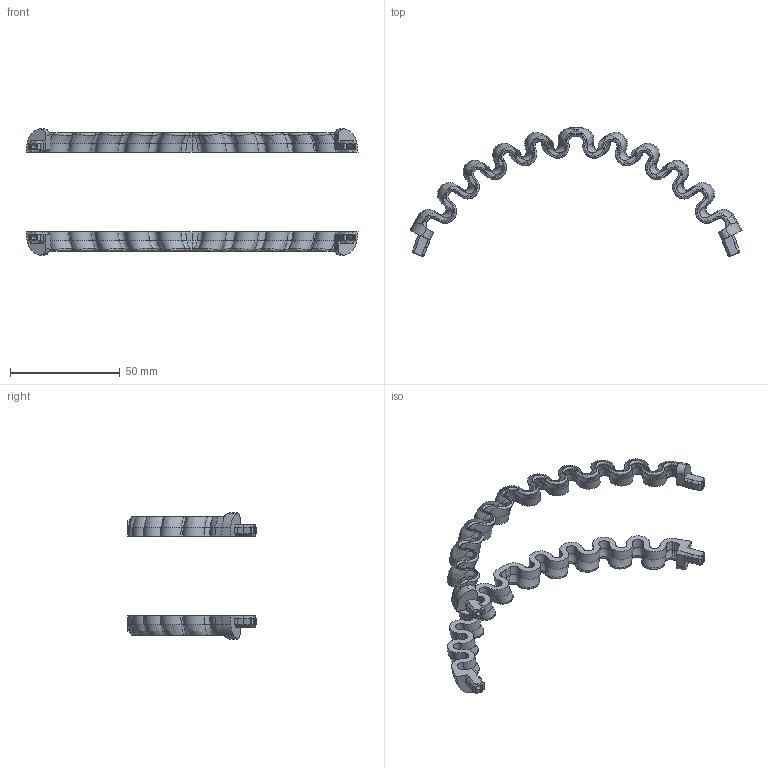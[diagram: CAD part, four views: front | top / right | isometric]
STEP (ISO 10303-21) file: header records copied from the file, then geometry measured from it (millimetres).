
FILE_DESCRIPTION (( 'STEP AP203' ), '1' );
FILE_NAME ('HPH-040-Headband-Square-MEDIUM.STEP', '2023-07-19T00:17:00', ( '' ), ( '' ), 'SwSTEP 2.0', 'SolidWorks 2020', '' );
FILE_SCHEMA (( 'CONFIG_CONTROL_DESIGN' ));
Length unit declared in the file: millimetre
Products named in the file (1): HPH-040-Headband-Square-MEDIUM
Bounding box: 151.34 x 58.51 x 57.47 mm (x, y, z)
Volume: 16101.8 mm3; surface area: 15126.8 mm2
Topology: 2 solids, 2 shells, 512 faces, 1282 edges, 784 vertices
Faces by surface type: bspline 276, plane 144, cylinder 60, torus 24, cone 8
Entity records: 29315 total; most frequent: CARTESIAN_POINT 19193, ORIENTED_EDGE 2564, DIRECTION 1526, EDGE_CURVE 1282, VERTEX_POINT 784, AXIS2_PLACEMENT_3D 553, EDGE_LOOP 522, FACE_OUTER_BOUND 512
